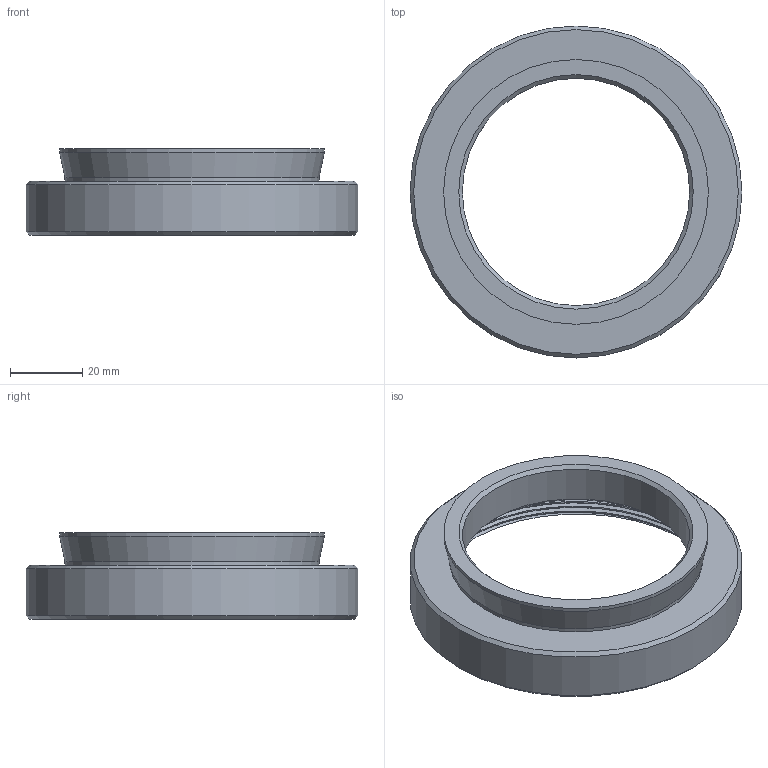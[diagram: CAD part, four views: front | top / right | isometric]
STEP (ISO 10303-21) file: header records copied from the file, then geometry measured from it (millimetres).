
FILE_DESCRIPTION(/* description */ ('','CAx-IF Rec.Pracs.---Representation and Presentation of Product Manufacturing Information (PMI)---4.0---2014-10-13'),/* implementation_level */ '2;1');
FILE_NAME(/* name */ '3.28-16_to_TS-Crayford.step',/* time_stamp */ '2024-12-31T10:59:53+01:00',/* author */ (''),/* organization */ (''),/* preprocessor_version */ 'ST-DEVELOPER v20',/* originating_system */ 'Autodesk Translation Framework v13.20.0.188',/* authorisation */ '');
FILE_SCHEMA (('AP242_MANAGED_MODEL_BASED_3D_ENGINEERING_MIM_LF { 1 0 10303 442 1 1 4 }'));
Length unit declared in the file: millimetre
Products named in the file (1): 3.28"-16_to_TS-Crayford
Bounding box: 92 x 92 x 24 mm (x, y, z)
Volume: 33912.7 mm3; surface area: 20674 mm2
Topology: 1 solids, 1 shells, 34 faces, 79 edges, 51 vertices
Faces by surface type: cylinder 20, cone 6, plane 6, bspline 2
Full cylindrical faces by diameter (mm): 63 x1, 70.425 x1, 73.4 x1, 81.534 x6, 83.312 x5, 84 x1, 92 x1
Entity records: 2970 total; most frequent: CARTESIAN_POINT 2208, ORIENTED_EDGE 158, DIRECTION 132, EDGE_CURVE 79, AXIS2_PLACEMENT_3D 54, VERTEX_POINT 51, EDGE_LOOP 40, FACE_OUTER_BOUND 34
